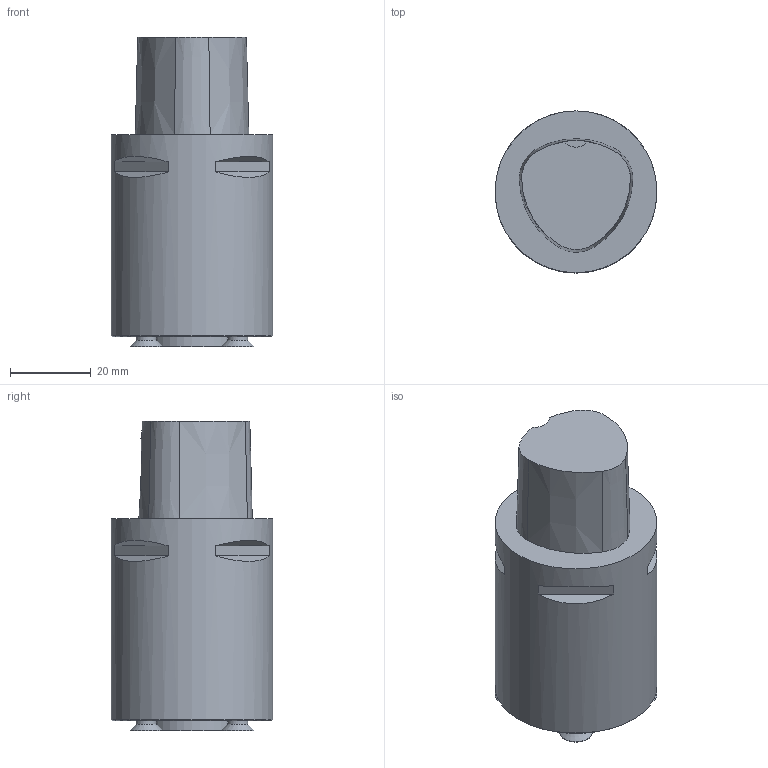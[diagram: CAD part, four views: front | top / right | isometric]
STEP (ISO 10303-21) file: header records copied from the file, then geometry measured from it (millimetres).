
FILE_DESCRIPTION(/* description */ ('3-D model version:1'),/* implementation_level */ '2;1');
FILE_NAME(/* name */ 'C4-X22-040-050',/* time_stamp */ '2016-12-02T14:02:58',/* author */ ('CappDp'),/* organization */ ('AB Sandvik Coromant'),/* preprocessor_version */ 'ST-DEVELOPER v15',/* originating_system */ 'SIEMENS PLM Software NX 8.5',/* authorization */ '');
FILE_SCHEMA(('AUTOMOTIVE_DESIGN'));
Length unit declared in the file: millimetre
Products named in the file (1): 3438_1_3D
Bounding box: 40 x 40 x 76.4 mm (x, y, z)
Volume: 77514.4 mm3; surface area: 11443.5 mm2
Topology: 1 solids, 1 shells, 43 faces, 87 edges, 56 vertices
Faces by surface type: plane 21, cone 11, cylinder 11
Full cylindrical faces by diameter (mm): 4.994 x4, 8 x4, 21.994 x1, 40 x1
Entity records: 1134 total; most frequent: DIRECTION 206, CARTESIAN_POINT 175, ORIENTED_EDGE 138, AXIS2_PLACEMENT_3D 92, EDGE_CURVE 69, EDGE_LOOP 68, VERTEX_POINT 53, ADVANCED_FACE 43
